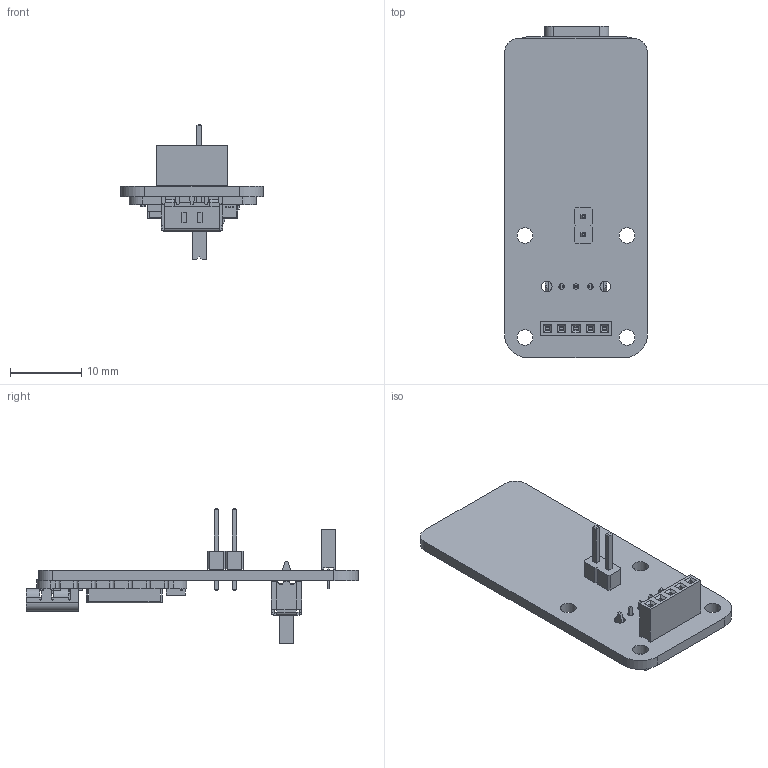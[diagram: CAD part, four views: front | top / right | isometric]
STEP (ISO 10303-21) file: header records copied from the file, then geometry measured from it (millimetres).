
FILE_DESCRIPTION(('KiCad electronic assembly'),'2;1');
FILE_NAME('xiao board.step','2025-11-20T17:51:25',('Pcbnew'),('Kicad'), 'Open CASCADE STEP processor 7.9','KiCad to STEP converter','Unknown' );
FILE_SCHEMA(('AUTOMOTIVE_DESIGN { 1 0 10303 214 1 1 1 1 }'));
Length unit declared in the file: millimetre
Products named in the file (47): xiao board 1; PinHeader_1x02_P2.54mm_Vertical; PinSocket_1x05_P2.00mm_Vertical; SW_Slide_SPDT_Straight_CK_OS102011MS2Q; XIAO-nRF52840 v15; USB TYPE C PORT; USB TYPE C PORT (1); BOSS-EXTRUDE14_8_; BOSS-EXTRUDE7_4_; BOSS-EXTRUDE7_3_; BOSS-EXTRUDE14_4_; BOSS-EXTRUDE14_2_; BOSS-EXTRUDE14_11_; BOSS-EXTRUDE7_7_; BOSS-EXTRUDE14_9_; BOSS-EXTRUDE14_3_; BOSS-EXTRUDE14_7_; MIRROR2; BOSS-EXTRUDE14_5_; BOSS-EXTRUDE14_12_; BOSS-EXTRUDE7_8_; BOSS-EXTRUDE7_1_; BOSS-EXTRUDE14_10_; BOSS-EXTRUDE7_9_; BOSS-EXTRUDE14_6_; CHAMFER9; BOSS-EXTRUDE14_1_; BOSS-EXTRUDE7_6_; BOSS-EXTRUDE7_2_; CUT-EXTRUDE5; BOSS-EXTRUDE7_5_; Shield; SKTAAAE010 v1; Body; Pins; PCB (1); CAP; ANT1; Silkscreen; CAP 3 ...
Assembly tree (47 placements, depth 5):
  xiao board 1
    PinHeader_1x02_P2.54mm_Vertical
    PinSocket_1x05_P2.00mm_Vertical
    SW_Slide_SPDT_Straight_CK_OS102011MS2Q
    XIAO-nRF52840 v15
      USB TYPE C PORT
        USB TYPE C PORT (1)
          BOSS-EXTRUDE14_8_
          BOSS-EXTRUDE7_4_
          BOSS-EXTRUDE7_3_
          BOSS-EXTRUDE14_4_
          BOSS-EXTRUDE14_2_
          BOSS-EXTRUDE14_11_
          BOSS-EXTRUDE7_7_
          BOSS-EXTRUDE14_9_
          BOSS-EXTRUDE14_3_
          BOSS-EXTRUDE14_7_
          MIRROR2
          BOSS-EXTRUDE14_5_
          BOSS-EXTRUDE14_12_
          BOSS-EXTRUDE7_8_
          BOSS-EXTRUDE7_1_
          BOSS-EXTRUDE14_10_
          BOSS-EXTRUDE7_9_
          BOSS-EXTRUDE14_6_
          CHAMFER9
          BOSS-EXTRUDE14_1_
          BOSS-EXTRUDE7_6_
          BOSS-EXTRUDE7_2_
          CUT-EXTRUDE5
          BOSS-EXTRUDE7_5_
      Shield
      SKTAAAE010 v1
        Body
        Pins
      PCB (1)
        CAP  x2
        ANT1
        Silkscreen
        CAP 3
        LED
        USR
        COMPOUND
      MSM261D3526H1CPM
        2 v1
        COMPOUND
    scroll dial_PCB
Bounding box: 20 x 46.46 x 18.92 mm (x, y, z)
Volume: 2180.5 mm3; surface area: 4853.9 mm2
Topology: 93 solids, 97 shells, 2191 faces, 5495 edges, 3560 vertices
Faces by surface type: plane 1888, cylinder 269, sphere 14, torus 12, cone 6, bspline 2
Full cylindrical faces by diameter (mm): 0.3 x2, 0.5 x2, 0.525 x2, 0.6 x2, 0.75 x14, 0.8 x8, 1 x2, 1.5 x2, 1.524 x4, 2.2 x4
Entity records: 70227 total; most frequent: CARTESIAN_POINT 11390, ORIENTED_EDGE 10782, DIRECTION 10349, EDGE_CURVE 5391, LINE 4823, VECTOR 4823, VERTEX_POINT 3496, AXIS2_PLACEMENT_3D 2763
